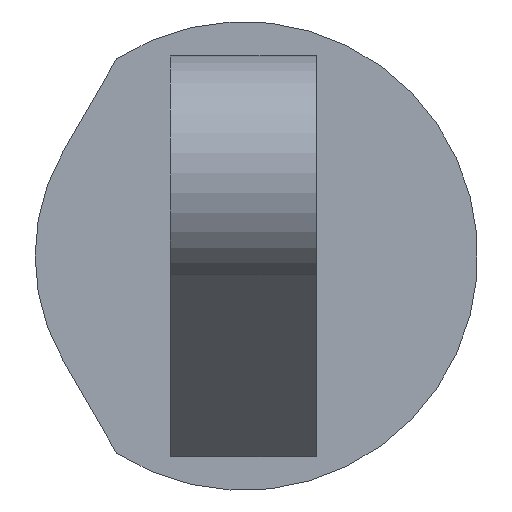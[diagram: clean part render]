
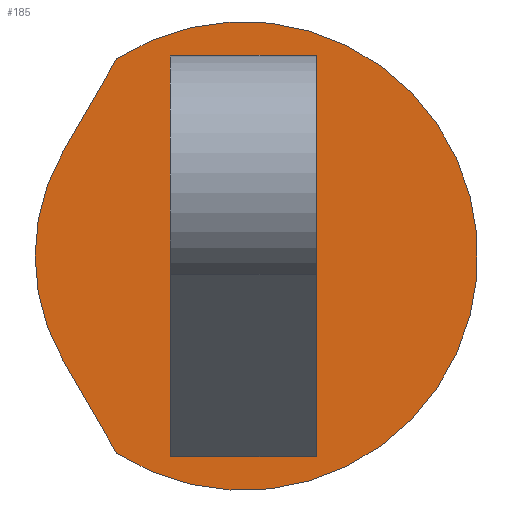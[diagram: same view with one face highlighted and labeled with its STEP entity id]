
A CAD part, front view. The second image highlights one B-rep face of the part: STEP entity #185.
In plain terms, the highlighted planar face has unit normal (0, -1, 0).
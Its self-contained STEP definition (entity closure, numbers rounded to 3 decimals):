
#15=FACE_BOUND('',#42,.T.);
#16=CIRCLE('',#214,40.);
#18=CIRCLE('',#217,45.);
#30=FACE_OUTER_BOUND('',#41,.T.);
#41=EDGE_LOOP('',(#144,#145,#146,#147));
#42=EDGE_LOOP('',(#148,#149,#150,#151));
#48=LINE('',#286,#66);
#52=LINE('',#295,#70);
#56=LINE('',#311,#74);
#57=LINE('',#313,#75);
#58=LINE('',#315,#76);
#59=LINE('',#316,#77);
#66=VECTOR('',#232,10.);
#70=VECTOR('',#238,10.);
#74=VECTOR('',#258,10.);
#75=VECTOR('',#259,10.);
#76=VECTOR('',#260,10.);
#77=VECTOR('',#261,10.);
#84=VERTEX_POINT('',#284);
#85=VERTEX_POINT('',#285);
#88=VERTEX_POINT('',#293);
#89=VERTEX_POINT('',#294);
#92=VERTEX_POINT('',#309);
#93=VERTEX_POINT('',#310);
#94=VERTEX_POINT('',#312);
#95=VERTEX_POINT('',#314);
#100=EDGE_CURVE('',#84,#85,#48,.T.);
#104=EDGE_CURVE('',#88,#89,#52,.T.);
#108=EDGE_CURVE('',#89,#84,#16,.T.);
#110=EDGE_CURVE('',#88,#85,#18,.T.);
#112=EDGE_CURVE('',#92,#93,#56,.T.);
#113=EDGE_CURVE('',#93,#94,#57,.T.);
#114=EDGE_CURVE('',#95,#94,#58,.T.);
#115=EDGE_CURVE('',#92,#95,#59,.T.);
#144=ORIENTED_EDGE('',*,*,#100,.F.);
#145=ORIENTED_EDGE('',*,*,#108,.F.);
#146=ORIENTED_EDGE('',*,*,#104,.F.);
#147=ORIENTED_EDGE('',*,*,#110,.T.);
#148=ORIENTED_EDGE('',*,*,#112,.T.);
#149=ORIENTED_EDGE('',*,*,#113,.T.);
#150=ORIENTED_EDGE('',*,*,#114,.F.);
#151=ORIENTED_EDGE('',*,*,#115,.F.);
#175=PLANE('',#220);
#185=ADVANCED_FACE('',(#30,#15),#175,.T.);
#214=AXIS2_PLACEMENT_3D('',#302,#244,#245);
#217=AXIS2_PLACEMENT_3D('',#305,#250,#251);
#220=AXIS2_PLACEMENT_3D('',#308,#256,#257);
#232=DIRECTION('',(0.5,0.,0.866));
#238=DIRECTION('',(-0.5,0.,0.866));
#244=DIRECTION('center_axis',(0.,1.,0.));
#245=DIRECTION('ref_axis',(-1.,0.,0.));
#250=DIRECTION('center_axis',(0.,-1.,0.));
#251=DIRECTION('ref_axis',(1.,0.,0.));
#256=DIRECTION('center_axis',(0.,-1.,0.));
#257=DIRECTION('ref_axis',(0.,0.,-1.));
#258=DIRECTION('',(1.,0.,0.));
#259=DIRECTION('',(0.,0.,-1.));
#260=DIRECTION('',(1.,0.,0.));
#261=DIRECTION('',(0.,0.,-1.));
#284=CARTESIAN_POINT('',(-20.641,50.,4.));
#285=CARTESIAN_POINT('',(-10.333,50.,21.854));
#286=CARTESIAN_POINT('',(-15.487,50.,12.927));
#293=CARTESIAN_POINT('',(-10.333,50.,-53.854));
#294=CARTESIAN_POINT('',(-20.641,50.,-36.));
#295=CARTESIAN_POINT('',(-20.641,50.,-36.));
#302=CARTESIAN_POINT('Origin',(14.,50.,-16.));
#305=CARTESIAN_POINT('Origin',(14.,50.,-16.));
#308=CARTESIAN_POINT('Origin',(14.,50.,-16.));
#309=CARTESIAN_POINT('',(0.,50.,22.5));
#310=CARTESIAN_POINT('',(28.,50.,22.5));
#311=CARTESIAN_POINT('',(0.,50.,22.5));
#312=CARTESIAN_POINT('',(28.,50.,-54.5));
#313=CARTESIAN_POINT('',(28.,50.,22.5));
#314=CARTESIAN_POINT('',(0.,50.,-54.5));
#315=CARTESIAN_POINT('',(0.,50.,-54.5));
#316=CARTESIAN_POINT('',(0.,50.,22.5));
